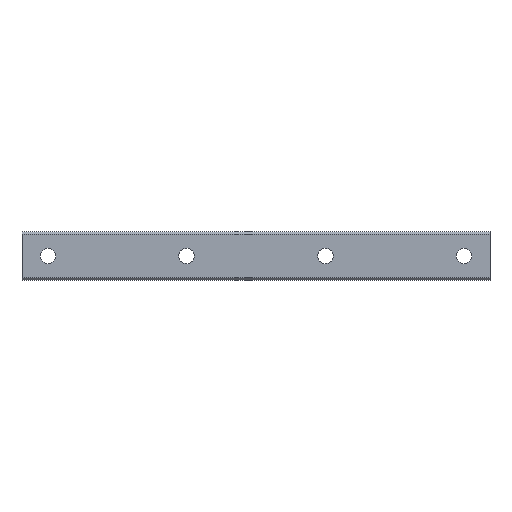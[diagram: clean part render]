
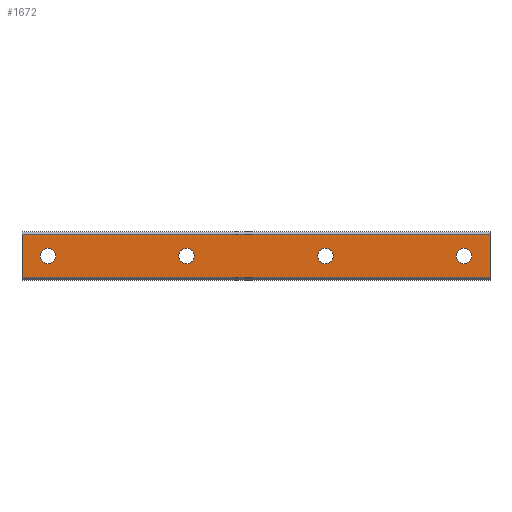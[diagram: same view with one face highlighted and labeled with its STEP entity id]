
A CAD part, front view. The second image highlights one B-rep face of the part: STEP entity #1672.
In plain terms, the highlighted planar face has unit normal (0, -1, 0).
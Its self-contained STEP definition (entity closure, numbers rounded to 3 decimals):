
#5 = VERTEX_POINT ( 'NONE', #1785 ) ;
#15 = ORIENTED_EDGE ( 'NONE', *, *, #399, .F. ) ;
#16 = CARTESIAN_POINT ( 'NONE',  ( 240., 0., 4.5 ) ) ;
#19 = CARTESIAN_POINT ( 'NONE',  ( 240., 0., 0. ) ) ;
#20 = CARTESIAN_POINT ( 'NONE',  ( 160., 0., 0. ) ) ;
#30 = LINE ( 'NONE', #587, #1665 ) ;
#31 = AXIS2_PLACEMENT_3D ( 'NONE', #1153, #1442, #689 ) ;
#43 = CARTESIAN_POINT ( 'NONE',  ( 255., 0., 12.5 ) ) ;
#64 = VERTEX_POINT ( 'NONE', #1252 ) ;
#71 = CARTESIAN_POINT ( 'NONE',  ( -15., 0., 12.5 ) ) ;
#99 = ORIENTED_EDGE ( 'NONE', *, *, #227, .F. ) ;
#146 = AXIS2_PLACEMENT_3D ( 'NONE', #1005, #556, #273 ) ;
#157 = ORIENTED_EDGE ( 'NONE', *, *, #493, .F. ) ;
#174 = DIRECTION ( 'NONE',  ( 0., 0., -1. ) ) ;
#185 = EDGE_CURVE ( 'NONE', #1177, #64, #1570, .T. ) ;
#194 = VERTEX_POINT ( 'NONE', #235 ) ;
#209 = CIRCLE ( 'NONE', #1195, 4.5 ) ;
#227 = EDGE_CURVE ( 'NONE', #583, #589, #209, .T. ) ;
#235 = CARTESIAN_POINT ( 'NONE',  ( 255., 0., 12.5 ) ) ;
#263 = AXIS2_PLACEMENT_3D ( 'NONE', #807, #968, #1537 ) ;
#269 = CIRCLE ( 'NONE', #31, 4.5 ) ;
#273 = DIRECTION ( 'NONE',  ( 0., 0., 1. ) ) ;
#287 = DIRECTION ( 'NONE',  ( 0., -1., 0. ) ) ;
#360 = ORIENTED_EDGE ( 'NONE', *, *, #1407, .F. ) ;
#395 = AXIS2_PLACEMENT_3D ( 'NONE', #1064, #1669, #931 ) ;
#399 = EDGE_CURVE ( 'NONE', #1517, #808, #1007, .T. ) ;
#408 = VERTEX_POINT ( 'NONE', #1395 ) ;
#413 = VERTEX_POINT ( 'NONE', #1527 ) ;
#457 = EDGE_CURVE ( 'NONE', #589, #583, #852, .T. ) ;
#493 = EDGE_CURVE ( 'NONE', #408, #194, #561, .T. ) ;
#513 = DIRECTION ( 'NONE',  ( 0., 0., 1. ) ) ;
#529 = FACE_BOUND ( 'NONE', #1307, .T. ) ;
#555 = ORIENTED_EDGE ( 'NONE', *, *, #657, .F. ) ;
#556 = DIRECTION ( 'NONE',  ( 0., -1., 0. ) ) ;
#561 = LINE ( 'NONE', #1752, #1198 ) ;
#575 = EDGE_LOOP ( 'NONE', ( #1640, #1430 ) ) ;
#583 = VERTEX_POINT ( 'NONE', #733 ) ;
#587 = CARTESIAN_POINT ( 'NONE',  ( 255., 0., -12.5 ) ) ;
#589 = VERTEX_POINT ( 'NONE', #16 ) ;
#618 = LINE ( 'NONE', #43, #1725 ) ;
#625 = DIRECTION ( 'NONE',  ( 0., -1., 0. ) ) ;
#653 = FACE_BOUND ( 'NONE', #575, .T. ) ;
#657 = EDGE_CURVE ( 'NONE', #1179, #5, #1483, .T. ) ;
#670 = FACE_BOUND ( 'NONE', #1513, .T. ) ;
#689 = DIRECTION ( 'NONE',  ( 0., 0., 1. ) ) ;
#702 = AXIS2_PLACEMENT_3D ( 'NONE', #750, #287, #1781 ) ;
#733 = CARTESIAN_POINT ( 'NONE',  ( 240., 0., -4.5 ) ) ;
#750 = CARTESIAN_POINT ( 'NONE',  ( 0., 0., 0. ) ) ;
#758 = CARTESIAN_POINT ( 'NONE',  ( 255., 0., -12.5 ) ) ;
#807 = CARTESIAN_POINT ( 'NONE',  ( 255., 0., 12.5 ) ) ;
#808 = VERTEX_POINT ( 'NONE', #1016 ) ;
#829 = EDGE_CURVE ( 'NONE', #5, #1179, #269, .T. ) ;
#841 = CIRCLE ( 'NONE', #1599, 4.5 ) ;
#852 = CIRCLE ( 'NONE', #886, 4.5 ) ;
#855 = EDGE_LOOP ( 'NONE', ( #1413, #555 ) ) ;
#856 = DIRECTION ( 'NONE',  ( 1., 0., 0. ) ) ;
#886 = AXIS2_PLACEMENT_3D ( 'NONE', #1116, #1564, #1582 ) ;
#913 = AXIS2_PLACEMENT_3D ( 'NONE', #20, #1351, #1627 ) ;
#931 = DIRECTION ( 'NONE',  ( 0., 0., 1. ) ) ;
#968 = DIRECTION ( 'NONE',  ( 0., 1., 0. ) ) ;
#993 = EDGE_CURVE ( 'NONE', #194, #1097, #618, .T. ) ;
#1005 = CARTESIAN_POINT ( 'NONE',  ( 80., 0., 0. ) ) ;
#1007 = CIRCLE ( 'NONE', #395, 4.5 ) ;
#1014 = DIRECTION ( 'NONE',  ( 0., 0., 1. ) ) ;
#1016 = CARTESIAN_POINT ( 'NONE',  ( 160., 0., 4.5 ) ) ;
#1064 = CARTESIAN_POINT ( 'NONE',  ( 160., 0., 0. ) ) ;
#1078 = EDGE_CURVE ( 'NONE', #64, #1177, #841, .T. ) ;
#1097 = VERTEX_POINT ( 'NONE', #758 ) ;
#1116 = CARTESIAN_POINT ( 'NONE',  ( 240., 0., 0. ) ) ;
#1146 = ORIENTED_EDGE ( 'NONE', *, *, #1268, .F. ) ;
#1153 = CARTESIAN_POINT ( 'NONE',  ( 0., 0., 0. ) ) ;
#1177 = VERTEX_POINT ( 'NONE', #1690 ) ;
#1179 = VERTEX_POINT ( 'NONE', #1406 ) ;
#1185 = DIRECTION ( 'NONE',  ( 0., 0., 1. ) ) ;
#1187 = ORIENTED_EDGE ( 'NONE', *, *, #1487, .F. ) ;
#1195 = AXIS2_PLACEMENT_3D ( 'NONE', #19, #625, #1014 ) ;
#1198 = VECTOR ( 'NONE', #856, 1000. ) ;
#1244 = LINE ( 'NONE', #71, #1440 ) ;
#1252 = CARTESIAN_POINT ( 'NONE',  ( 80., 0., 4.5 ) ) ;
#1268 = EDGE_CURVE ( 'NONE', #413, #408, #1244, .T. ) ;
#1285 = ORIENTED_EDGE ( 'NONE', *, *, #993, .F. ) ;
#1307 = EDGE_LOOP ( 'NONE', ( #1715, #99 ) ) ;
#1333 = CARTESIAN_POINT ( 'NONE',  ( 80., 0., 0. ) ) ;
#1351 = DIRECTION ( 'NONE',  ( 0., -1., 0. ) ) ;
#1395 = CARTESIAN_POINT ( 'NONE',  ( -15., 0., 12.5 ) ) ;
#1406 = CARTESIAN_POINT ( 'NONE',  ( 0., 0., -4.5 ) ) ;
#1407 = EDGE_CURVE ( 'NONE', #1097, #413, #30, .T. ) ;
#1413 = ORIENTED_EDGE ( 'NONE', *, *, #829, .F. ) ;
#1430 = ORIENTED_EDGE ( 'NONE', *, *, #185, .F. ) ;
#1440 = VECTOR ( 'NONE', #513, 1000. ) ;
#1442 = DIRECTION ( 'NONE',  ( 0., -1., 0. ) ) ;
#1483 = CIRCLE ( 'NONE', #702, 4.5 ) ;
#1487 = EDGE_CURVE ( 'NONE', #808, #1517, #1912, .T. ) ;
#1513 = EDGE_LOOP ( 'NONE', ( #1187, #15 ) ) ;
#1517 = VERTEX_POINT ( 'NONE', #1670 ) ;
#1527 = CARTESIAN_POINT ( 'NONE',  ( -15., 0., -12.5 ) ) ;
#1537 = DIRECTION ( 'NONE',  ( 0., 0., 1. ) ) ;
#1557 = EDGE_LOOP ( 'NONE', ( #360, #1285, #157, #1146 ) ) ;
#1559 = FACE_BOUND ( 'NONE', #855, .T. ) ;
#1564 = DIRECTION ( 'NONE',  ( 0., -1., 0. ) ) ;
#1570 = CIRCLE ( 'NONE', #146, 4.5 ) ;
#1582 = DIRECTION ( 'NONE',  ( 0., 0., 1. ) ) ;
#1599 = AXIS2_PLACEMENT_3D ( 'NONE', #1333, #1806, #1185 ) ;
#1627 = DIRECTION ( 'NONE',  ( 0., 0., 1. ) ) ;
#1640 = ORIENTED_EDGE ( 'NONE', *, *, #1078, .F. ) ;
#1665 = VECTOR ( 'NONE', #1784, 1000. ) ;
#1669 = DIRECTION ( 'NONE',  ( 0., -1., 0. ) ) ;
#1670 = CARTESIAN_POINT ( 'NONE',  ( 160., 0., -4.5 ) ) ;
#1672 = ADVANCED_FACE ( 'NONE', ( #1845, #1559, #529, #670, #653 ), #1718, .F. ) ;
#1690 = CARTESIAN_POINT ( 'NONE',  ( 80., 0., -4.5 ) ) ;
#1715 = ORIENTED_EDGE ( 'NONE', *, *, #457, .F. ) ;
#1718 = PLANE ( 'NONE',  #263 ) ;
#1725 = VECTOR ( 'NONE', #174, 1000. ) ;
#1752 = CARTESIAN_POINT ( 'NONE',  ( 255., 0., 12.5 ) ) ;
#1781 = DIRECTION ( 'NONE',  ( 0., 0., 1. ) ) ;
#1784 = DIRECTION ( 'NONE',  ( -1., 0., 0. ) ) ;
#1785 = CARTESIAN_POINT ( 'NONE',  ( 0., 0., 4.5 ) ) ;
#1806 = DIRECTION ( 'NONE',  ( 0., -1., 0. ) ) ;
#1845 = FACE_OUTER_BOUND ( 'NONE', #1557, .T. ) ;
#1912 = CIRCLE ( 'NONE', #913, 4.5 ) ;
